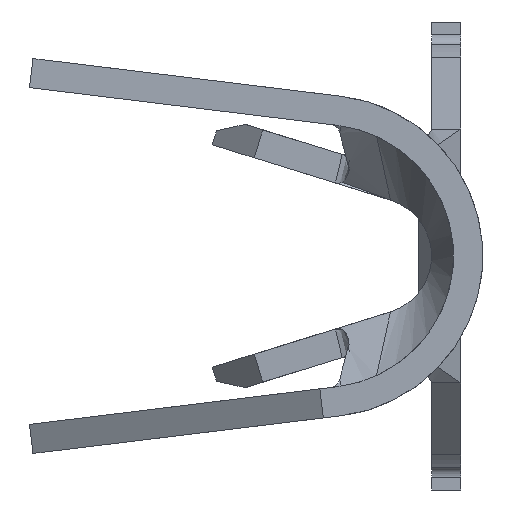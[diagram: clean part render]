
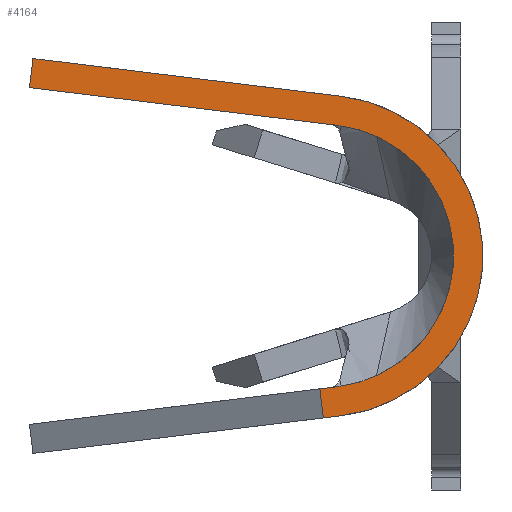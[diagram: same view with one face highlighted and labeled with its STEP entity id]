
A CAD part, left-side view. The second image highlights one B-rep face of the part: STEP entity #4164.
In plain terms, the highlighted planar face has unit normal (-1, 0, 0).
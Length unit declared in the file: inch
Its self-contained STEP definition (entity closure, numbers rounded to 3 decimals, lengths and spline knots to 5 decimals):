
#45 = CARTESIAN_POINT ( 'NONE',  ( -0.535, 0.08164, -0.10919 ) ) ;
#112 = LINE ( 'NONE', #4872, #2817 ) ;
#151 = DIRECTION ( 'NONE',  ( 0., 0., 1. ) ) ;
#215 = DIRECTION ( 'NONE',  ( -1., 0., 0. ) ) ;
#280 = EDGE_CURVE ( 'NONE', #450, #2228, #850, .T. ) ;
#450 = VERTEX_POINT ( 'NONE', #3269 ) ;
#559 = VECTOR ( 'NONE', #4938, 39.37008 ) ;
#584 = ORIENTED_EDGE ( 'NONE', *, *, #3331, .T. ) ;
#761 = VERTEX_POINT ( 'NONE', #1475 ) ;
#850 = LINE ( 'NONE', #4860, #559 ) ;
#900 = VECTOR ( 'NONE', #5425, 39.37008 ) ;
#1091 = LINE ( 'NONE', #1261, #900 ) ;
#1261 = CARTESIAN_POINT ( 'NONE',  ( -0.535, 0.08407, -0.08933 ) ) ;
#1364 = ORIENTED_EDGE ( 'NONE', *, *, #2361, .T. ) ;
#1475 = CARTESIAN_POINT ( 'NONE',  ( -0.535, 0.09648, -0.09085 ) ) ;
#1479 = EDGE_CURVE ( 'NONE', #2228, #3517, #1652, .T. ) ;
#1652 = CIRCLE ( 'NONE', #6636, 0.09 ) ;
#1751 = VECTOR ( 'NONE', #2709, 39.37008 ) ;
#2098 = ORIENTED_EDGE ( 'NONE', *, *, #280, .T. ) ;
#2165 = VERTEX_POINT ( 'NONE', #2761 ) ;
#2228 = VERTEX_POINT ( 'NONE', #4358 ) ;
#2244 = CARTESIAN_POINT ( 'NONE',  ( -0.535, 0.08164, 0.10919 ) ) ;
#2361 = EDGE_CURVE ( 'NONE', #2165, #5992, #5285, .T. ) ;
#2709 = DIRECTION ( 'NONE',  ( 0., 0.121, -0.993 ) ) ;
#2761 = CARTESIAN_POINT ( 'NONE',  ( -0.535, 0.08164, -0.10919 ) ) ;
#2808 = ORIENTED_EDGE ( 'NONE', *, *, #6274, .T. ) ;
#2811 = VERTEX_POINT ( 'NONE', #5025 ) ;
#2817 = VECTOR ( 'NONE', #6740, 39.37008 ) ;
#2825 = CARTESIAN_POINT ( 'NONE',  ( -0.535, 0.09405, -0.1107 ) ) ;
#2889 = VECTOR ( 'NONE', #3995, 39.37008 ) ;
#3269 = CARTESIAN_POINT ( 'NONE',  ( -0.535, 0.295, 0.11515 ) ) ;
#3304 = VERTEX_POINT ( 'NONE', #2825 ) ;
#3315 = ORIENTED_EDGE ( 'NONE', *, *, #5890, .T. ) ;
#3331 = EDGE_CURVE ( 'NONE', #5992, #2811, #112, .T. ) ;
#3383 = ORIENTED_EDGE ( 'NONE', *, *, #1479, .T. ) ;
#3517 = VERTEX_POINT ( 'NONE', #5037 ) ;
#3550 = DIRECTION ( 'NONE',  ( -1., 0., 0. ) ) ;
#3605 = PLANE ( 'NONE',  #4086 ) ;
#3685 = EDGE_CURVE ( 'NONE', #3517, #761, #1091, .T. ) ;
#3727 = CARTESIAN_POINT ( 'NONE',  ( -0.535, 0.09648, -0.09085 ) ) ;
#3995 = DIRECTION ( 'NONE',  ( 0., -0.993, 0.121 ) ) ;
#4086 = AXIS2_PLACEMENT_3D ( 'NONE', #5061, #215, #4101 ) ;
#4101 = DIRECTION ( 'NONE',  ( 0., 0., 1. ) ) ;
#4164 = ADVANCED_FACE ( 'NONE', ( #6512 ), #3605, .T. ) ;
#4269 = ORIENTED_EDGE ( 'NONE', *, *, #3685, .T. ) ;
#4358 = CARTESIAN_POINT ( 'NONE',  ( -0.535, 0.08407, 0.08933 ) ) ;
#4373 = AXIS2_PLACEMENT_3D ( 'NONE', #6448, #3550, #151 ) ;
#4493 = LINE ( 'NONE', #3727, #5472 ) ;
#4560 = ORIENTED_EDGE ( 'NONE', *, *, #5448, .T. ) ;
#4610 = DIRECTION ( 'NONE',  ( 0., 0., 1. ) ) ;
#4847 = DIRECTION ( 'NONE',  ( 1., 0., 0. ) ) ;
#4860 = CARTESIAN_POINT ( 'NONE',  ( -0.535, 0.08407, 0.08933 ) ) ;
#4866 = CARTESIAN_POINT ( 'NONE',  ( -0.535, 0.095, 0. ) ) ;
#4872 = CARTESIAN_POINT ( 'NONE',  ( -0.535, 0.08164, 0.10919 ) ) ;
#4938 = DIRECTION ( 'NONE',  ( 0., -0.993, -0.121 ) ) ;
#5025 = CARTESIAN_POINT ( 'NONE',  ( -0.535, 0.29257, 0.135 ) ) ;
#5037 = CARTESIAN_POINT ( 'NONE',  ( -0.535, 0.08407, -0.08933 ) ) ;
#5061 = CARTESIAN_POINT ( 'NONE',  ( -0.535, 0.095, 0. ) ) ;
#5285 = CIRCLE ( 'NONE', #4373, 0.11 ) ;
#5425 = DIRECTION ( 'NONE',  ( 0., 0.993, -0.121 ) ) ;
#5448 = EDGE_CURVE ( 'NONE', #3304, #2165, #6500, .T. ) ;
#5472 = VECTOR ( 'NONE', #6593, 39.37008 ) ;
#5672 = EDGE_LOOP ( 'NONE', ( #2808, #4560, #1364, #584, #3315, #2098, #3383, #4269 ) ) ;
#5847 = LINE ( 'NONE', #6644, #1751 ) ;
#5890 = EDGE_CURVE ( 'NONE', #2811, #450, #5847, .T. ) ;
#5992 = VERTEX_POINT ( 'NONE', #2244 ) ;
#6274 = EDGE_CURVE ( 'NONE', #761, #3304, #4493, .T. ) ;
#6448 = CARTESIAN_POINT ( 'NONE',  ( -0.535, 0.095, 0. ) ) ;
#6500 = LINE ( 'NONE', #45, #2889 ) ;
#6512 = FACE_OUTER_BOUND ( 'NONE', #5672, .T. ) ;
#6593 = DIRECTION ( 'NONE',  ( 0., -0.121, -0.993 ) ) ;
#6636 = AXIS2_PLACEMENT_3D ( 'NONE', #4866, #4847, #4610 ) ;
#6644 = CARTESIAN_POINT ( 'NONE',  ( -0.535, 0.295, 0.11515 ) ) ;
#6740 = DIRECTION ( 'NONE',  ( 0., 0.993, 0.121 ) ) ;
